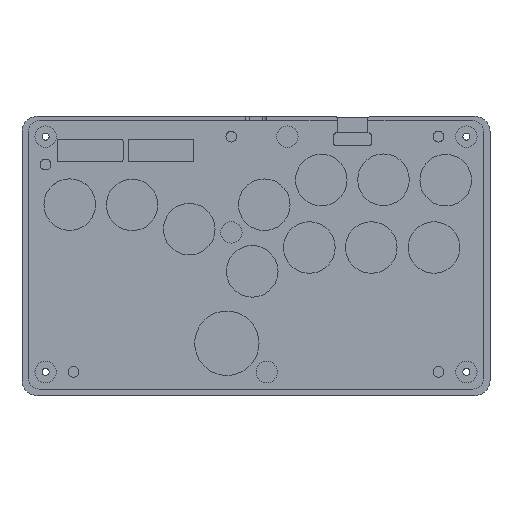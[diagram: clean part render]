
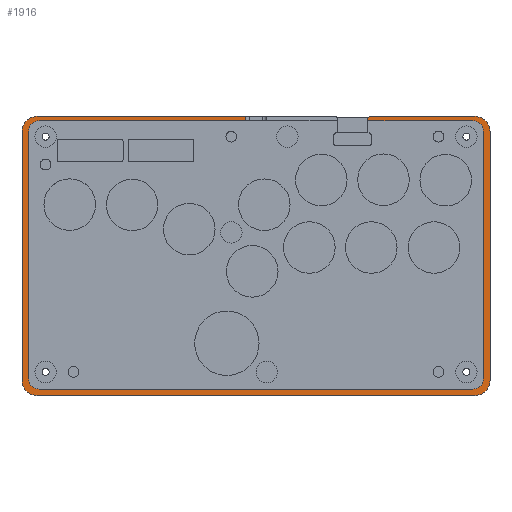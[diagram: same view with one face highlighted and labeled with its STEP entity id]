
A CAD part, top view. The second image highlights one B-rep face of the part: STEP entity #1916.
In plain terms, the highlighted planar face has unit normal (0, 0, 1).
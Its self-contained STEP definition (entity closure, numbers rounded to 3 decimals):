
#60=CIRCLE('',#2022,1.);
#109=CIRCLE('',#2095,5.);
#110=CIRCLE('',#2096,5.);
#111=CIRCLE('',#2097,5.);
#112=CIRCLE('',#2098,5.);
#113=CIRCLE('',#2099,7.);
#114=CIRCLE('',#2100,7.);
#115=CIRCLE('',#2101,7.);
#116=CIRCLE('',#2102,7.);
#246=FACE_OUTER_BOUND('',#396,.T.);
#396=EDGE_LOOP('',(#1462,#1463,#1464,#1465,#1466,#1467,#1468,#1469,#1470,
#1471,#1472,#1473,#1474,#1475,#1476,#1477,#1478,#1479,#1480,#1481,#1482));
#515=LINE('',#2924,#677);
#527=LINE('',#2949,#689);
#564=LINE('',#3119,#726);
#570=LINE('',#3130,#732);
#571=LINE('',#3133,#733);
#574=LINE('',#3139,#736);
#575=LINE('',#3143,#737);
#576=LINE('',#3147,#738);
#577=LINE('',#3151,#739);
#578=LINE('',#3156,#740);
#579=LINE('',#3160,#741);
#580=LINE('',#3164,#742);
#677=VECTOR('',#2283,10.);
#689=VECTOR('',#2303,10.);
#726=VECTOR('',#2458,10.);
#732=VECTOR('',#2474,10.);
#733=VECTOR('',#2477,10.);
#736=VECTOR('',#2482,10.);
#737=VECTOR('',#2485,10.);
#738=VECTOR('',#2488,10.);
#739=VECTOR('',#2491,10.);
#740=VECTOR('',#2496,10.);
#741=VECTOR('',#2499,10.);
#742=VECTOR('',#2502,10.);
#834=VERTEX_POINT('',#2908);
#835=VERTEX_POINT('',#2909);
#840=VERTEX_POINT('',#2922);
#848=VERTEX_POINT('',#2946);
#849=VERTEX_POINT('',#2948);
#922=VERTEX_POINT('',#3116);
#923=VERTEX_POINT('',#3118);
#924=VERTEX_POINT('',#3132);
#926=VERTEX_POINT('',#3138);
#927=VERTEX_POINT('',#3140);
#928=VERTEX_POINT('',#3142);
#929=VERTEX_POINT('',#3144);
#930=VERTEX_POINT('',#3146);
#931=VERTEX_POINT('',#3148);
#932=VERTEX_POINT('',#3150);
#933=VERTEX_POINT('',#3153);
#934=VERTEX_POINT('',#3155);
#935=VERTEX_POINT('',#3157);
#936=VERTEX_POINT('',#3159);
#937=VERTEX_POINT('',#3161);
#938=VERTEX_POINT('',#3163);
#1013=EDGE_CURVE('',#834,#835,#60,.T.);
#1021=EDGE_CURVE('',#835,#840,#515,.T.);
#1033=EDGE_CURVE('',#849,#848,#527,.T.);
#1118=EDGE_CURVE('',#923,#922,#564,.T.);
#1124=EDGE_CURVE('',#922,#849,#570,.T.);
#1125=EDGE_CURVE('',#924,#834,#571,.T.);
#1128=EDGE_CURVE('',#840,#926,#574,.T.);
#1129=EDGE_CURVE('',#926,#927,#109,.T.);
#1130=EDGE_CURVE('',#927,#928,#575,.T.);
#1131=EDGE_CURVE('',#928,#929,#110,.T.);
#1132=EDGE_CURVE('',#929,#930,#576,.T.);
#1133=EDGE_CURVE('',#930,#931,#111,.T.);
#1134=EDGE_CURVE('',#931,#932,#577,.T.);
#1135=EDGE_CURVE('',#932,#923,#112,.T.);
#1136=EDGE_CURVE('',#848,#933,#113,.T.);
#1137=EDGE_CURVE('',#933,#934,#578,.T.);
#1138=EDGE_CURVE('',#934,#935,#114,.T.);
#1139=EDGE_CURVE('',#935,#936,#579,.T.);
#1140=EDGE_CURVE('',#936,#937,#115,.T.);
#1141=EDGE_CURVE('',#937,#938,#580,.T.);
#1142=EDGE_CURVE('',#938,#924,#116,.T.);
#1462=ORIENTED_EDGE('',*,*,#1013,.T.);
#1463=ORIENTED_EDGE('',*,*,#1021,.T.);
#1464=ORIENTED_EDGE('',*,*,#1128,.T.);
#1465=ORIENTED_EDGE('',*,*,#1129,.T.);
#1466=ORIENTED_EDGE('',*,*,#1130,.T.);
#1467=ORIENTED_EDGE('',*,*,#1131,.T.);
#1468=ORIENTED_EDGE('',*,*,#1132,.T.);
#1469=ORIENTED_EDGE('',*,*,#1133,.T.);
#1470=ORIENTED_EDGE('',*,*,#1134,.T.);
#1471=ORIENTED_EDGE('',*,*,#1135,.T.);
#1472=ORIENTED_EDGE('',*,*,#1118,.T.);
#1473=ORIENTED_EDGE('',*,*,#1124,.T.);
#1474=ORIENTED_EDGE('',*,*,#1033,.T.);
#1475=ORIENTED_EDGE('',*,*,#1136,.T.);
#1476=ORIENTED_EDGE('',*,*,#1137,.T.);
#1477=ORIENTED_EDGE('',*,*,#1138,.T.);
#1478=ORIENTED_EDGE('',*,*,#1139,.T.);
#1479=ORIENTED_EDGE('',*,*,#1140,.T.);
#1480=ORIENTED_EDGE('',*,*,#1141,.T.);
#1481=ORIENTED_EDGE('',*,*,#1142,.T.);
#1482=ORIENTED_EDGE('',*,*,#1125,.T.);
#1844=PLANE('',#2094);
#1916=ADVANCED_FACE('',(#246),#1844,.T.);
#2022=AXIS2_PLACEMENT_3D('',#2910,#2271,#2272);
#2094=AXIS2_PLACEMENT_3D('',#3137,#2480,#2481);
#2095=AXIS2_PLACEMENT_3D('',#3141,#2483,#2484);
#2096=AXIS2_PLACEMENT_3D('',#3145,#2486,#2487);
#2097=AXIS2_PLACEMENT_3D('',#3149,#2489,#2490);
#2098=AXIS2_PLACEMENT_3D('',#3152,#2492,#2493);
#2099=AXIS2_PLACEMENT_3D('',#3154,#2494,#2495);
#2100=AXIS2_PLACEMENT_3D('',#3158,#2497,#2498);
#2101=AXIS2_PLACEMENT_3D('',#3162,#2500,#2501);
#2102=AXIS2_PLACEMENT_3D('',#3165,#2503,#2504);
#2271=DIRECTION('center_axis',(0.,0.,-1.));
#2272=DIRECTION('ref_axis',(0.,-1.,0.));
#2283=DIRECTION('',(0.,-1.,0.));
#2303=DIRECTION('',(-1.,0.,0.));
#2458=DIRECTION('',(1.,0.,0.));
#2474=DIRECTION('',(0.,1.,0.));
#2477=DIRECTION('',(-1.,0.,0.));
#2480=DIRECTION('center_axis',(0.,0.,1.));
#2481=DIRECTION('ref_axis',(-1.,0.,0.));
#2482=DIRECTION('',(1.,0.,0.));
#2483=DIRECTION('center_axis',(0.,0.,-1.));
#2484=DIRECTION('ref_axis',(1.,0.,0.));
#2485=DIRECTION('',(0.,-1.,0.));
#2486=DIRECTION('center_axis',(0.,0.,-1.));
#2487=DIRECTION('ref_axis',(0.,-1.,0.));
#2488=DIRECTION('',(-1.,0.,0.));
#2489=DIRECTION('center_axis',(0.,0.,-1.));
#2490=DIRECTION('ref_axis',(-1.,0.,0.));
#2491=DIRECTION('',(0.,1.,0.));
#2492=DIRECTION('center_axis',(0.,0.,-1.));
#2493=DIRECTION('ref_axis',(0.,1.,0.));
#2494=DIRECTION('center_axis',(0.,0.,1.));
#2495=DIRECTION('ref_axis',(0.,1.,0.));
#2496=DIRECTION('',(0.,-1.,0.));
#2497=DIRECTION('center_axis',(0.,0.,1.));
#2498=DIRECTION('ref_axis',(-1.,0.,0.));
#2499=DIRECTION('',(1.,0.,0.));
#2500=DIRECTION('center_axis',(0.,0.,1.));
#2501=DIRECTION('ref_axis',(0.,-1.,0.));
#2502=DIRECTION('',(0.,1.,0.));
#2503=DIRECTION('center_axis',(0.,0.,1.));
#2504=DIRECTION('ref_axis',(1.,0.,0.));
#2908=CARTESIAN_POINT('',(52.9,63.75,3.));
#2909=CARTESIAN_POINT('',(52.1,63.35,3.));
#2910=CARTESIAN_POINT('Origin',(52.1,64.35,3.));
#2922=CARTESIAN_POINT('',(52.1,61.75,3.));
#2924=CARTESIAN_POINT('',(52.1,24.415,3.));
#2946=CARTESIAN_POINT('',(-102.,63.75,3.));
#2948=CARTESIAN_POINT('',(-4.87,63.75,3.));
#2949=CARTESIAN_POINT('',(51.,63.75,3.));
#3116=CARTESIAN_POINT('',(-4.87,61.75,3.));
#3118=CARTESIAN_POINT('',(-101.,61.75,3.));
#3119=CARTESIAN_POINT('',(50.5,61.75,3.));
#3130=CARTESIAN_POINT('',(-4.87,31.25,3.));
#3132=CARTESIAN_POINT('',(102.,63.75,3.));
#3133=CARTESIAN_POINT('',(51.,63.75,3.));
#3137=CARTESIAN_POINT('Origin',(0.,-1.25,3.));
#3138=CARTESIAN_POINT('',(101.,61.75,3.));
#3139=CARTESIAN_POINT('',(50.5,61.75,3.));
#3140=CARTESIAN_POINT('',(106.,56.75,3.));
#3141=CARTESIAN_POINT('Origin',(101.,56.75,3.));
#3142=CARTESIAN_POINT('',(106.,-58.25,3.));
#3143=CARTESIAN_POINT('',(106.,-29.75,3.));
#3144=CARTESIAN_POINT('',(101.,-63.25,3.));
#3145=CARTESIAN_POINT('Origin',(101.,-58.25,3.));
#3146=CARTESIAN_POINT('',(-101.,-63.25,3.));
#3147=CARTESIAN_POINT('',(-50.5,-63.25,3.));
#3148=CARTESIAN_POINT('',(-106.,-58.25,3.));
#3149=CARTESIAN_POINT('Origin',(-101.,-58.25,3.));
#3150=CARTESIAN_POINT('',(-106.,56.75,3.));
#3151=CARTESIAN_POINT('',(-106.,27.75,3.));
#3152=CARTESIAN_POINT('Origin',(-101.,56.75,3.));
#3153=CARTESIAN_POINT('',(-109.,56.75,3.));
#3154=CARTESIAN_POINT('Origin',(-102.,56.75,3.));
#3155=CARTESIAN_POINT('',(-109.,-59.25,3.));
#3156=CARTESIAN_POINT('',(-109.,27.75,3.));
#3157=CARTESIAN_POINT('',(-102.,-66.25,3.));
#3158=CARTESIAN_POINT('Origin',(-102.,-59.25,3.));
#3159=CARTESIAN_POINT('',(102.,-66.25,3.));
#3160=CARTESIAN_POINT('',(-51.,-66.25,3.));
#3161=CARTESIAN_POINT('',(109.,-59.25,3.));
#3162=CARTESIAN_POINT('Origin',(102.,-59.25,3.));
#3163=CARTESIAN_POINT('',(109.,56.75,3.));
#3164=CARTESIAN_POINT('',(109.,-30.25,3.));
#3165=CARTESIAN_POINT('Origin',(102.,56.75,3.));
